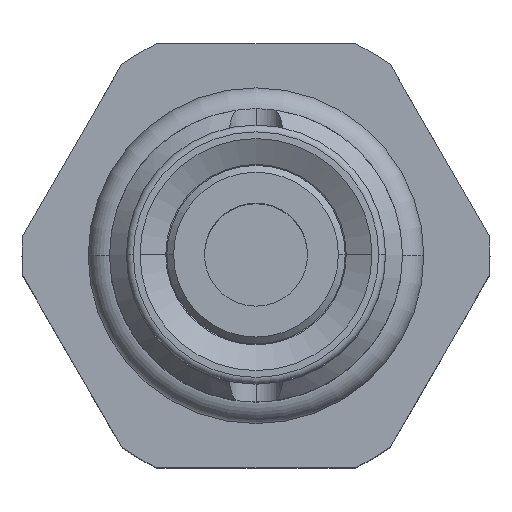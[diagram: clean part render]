
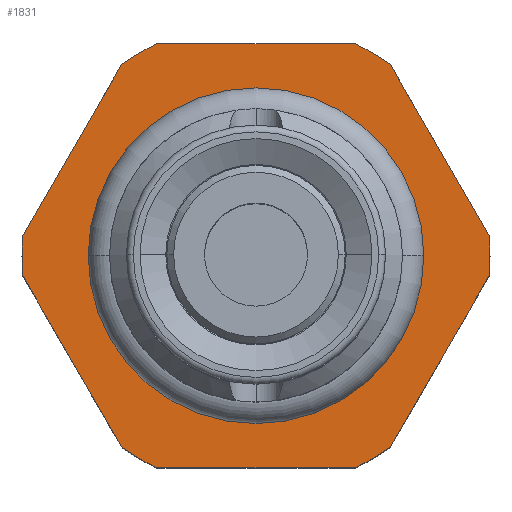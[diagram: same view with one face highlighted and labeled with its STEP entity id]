
A CAD part, top view. The second image highlights one B-rep face of the part: STEP entity #1831.
In plain terms, the highlighted planar face has unit normal (0, 0, 1).
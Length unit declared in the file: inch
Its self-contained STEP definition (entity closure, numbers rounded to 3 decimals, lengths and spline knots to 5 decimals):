
#274=CARTESIAN_POINT('',(0.,0.,0.));
#275=DIRECTION('',(0.,0.,1.));
#276=DIRECTION('',(-0.996,0.086,0.));
#277=AXIS2_PLACEMENT_3D('',#274,#275,#276);
#307=CARTESIAN_POINT('',(0.,0.,0.));
#308=DIRECTION('',(0.,0.,1.));
#309=DIRECTION('',(0.996,-0.086,0.));
#310=AXIS2_PLACEMENT_3D('',#307,#308,#309);
#312=DIRECTION('',(-0.5,-0.866,0.));
#313=VECTOR('',#312,0.29236);
#314=CARTESIAN_POINT('',(0.34372,-0.02965,0.));
#315=LINE('',#314,#313);
#316=CARTESIAN_POINT('',(0.,0.,0.));
#317=DIRECTION('',(0.,0.,-1.));
#318=DIRECTION('',(0.573,-0.82,0.));
#319=AXIS2_PLACEMENT_3D('',#316,#317,#318);
#321=DIRECTION('',(-1.,0.,0.));
#322=VECTOR('',#321,0.29236);
#323=CARTESIAN_POINT('',(0.14618,-0.3125,0.));
#324=LINE('',#323,#322);
#325=CARTESIAN_POINT('',(0.,0.,0.));
#326=DIRECTION('',(0.,0.,-1.));
#327=DIRECTION('',(-0.424,-0.906,0.));
#328=AXIS2_PLACEMENT_3D('',#325,#326,#327);
#330=DIRECTION('',(-0.5,0.866,0.));
#331=VECTOR('',#330,0.29236);
#332=CARTESIAN_POINT('',(-0.19754,-0.28285,0.));
#333=LINE('',#332,#331);
#334=DIRECTION('',(0.5,0.866,0.));
#335=VECTOR('',#334,0.29236);
#336=CARTESIAN_POINT('',(-0.34372,0.02965,0.));
#337=LINE('',#336,#335);
#338=CARTESIAN_POINT('',(0.,0.,0.));
#339=DIRECTION('',(0.,0.,-1.));
#340=DIRECTION('',(-0.573,0.82,0.));
#341=AXIS2_PLACEMENT_3D('',#338,#339,#340);
#343=DIRECTION('',(1.,0.,0.));
#344=VECTOR('',#343,0.29236);
#345=CARTESIAN_POINT('',(-0.14618,0.3125,0.));
#346=LINE('',#345,#344);
#347=CARTESIAN_POINT('',(0.,0.,0.));
#348=DIRECTION('',(0.,0.,-1.));
#349=DIRECTION('',(0.424,0.906,0.));
#350=AXIS2_PLACEMENT_3D('',#347,#348,#349);
#352=DIRECTION('',(0.5,-0.866,0.));
#353=VECTOR('',#352,0.29236);
#354=CARTESIAN_POINT('',(0.19754,0.28285,0.));
#355=LINE('',#354,#353);
#356=CARTESIAN_POINT('',(0.,0.,0.));
#357=DIRECTION('',(0.,0.,-1.));
#358=DIRECTION('',(-1.,0.,0.));
#359=AXIS2_PLACEMENT_3D('',#356,#357,#358);
#361=CARTESIAN_POINT('',(0.,0.,0.));
#362=DIRECTION('',(0.,0.,-1.));
#363=DIRECTION('',(1.,0.,0.));
#364=AXIS2_PLACEMENT_3D('',#361,#362,#363);
#1250=CARTESIAN_POINT('',(0.19754,-0.28285,0.));
#1251=CARTESIAN_POINT('',(0.14618,-0.3125,0.));
#1252=VERTEX_POINT('',#1250);
#1253=VERTEX_POINT('',#1251);
#1254=CARTESIAN_POINT('',(-0.14618,-0.3125,0.));
#1255=CARTESIAN_POINT('',(-0.19754,-0.28285,0.));
#1256=VERTEX_POINT('',#1254);
#1257=VERTEX_POINT('',#1255);
#1258=CARTESIAN_POINT('',(-0.19754,0.28285,0.));
#1259=CARTESIAN_POINT('',(-0.14618,0.3125,0.));
#1260=VERTEX_POINT('',#1258);
#1261=VERTEX_POINT('',#1259);
#1262=CARTESIAN_POINT('',(0.14618,0.3125,0.));
#1263=CARTESIAN_POINT('',(0.19754,0.28285,0.));
#1264=VERTEX_POINT('',#1262);
#1265=VERTEX_POINT('',#1263);
#1268=CARTESIAN_POINT('',(0.34372,0.02965,0.));
#1270=VERTEX_POINT('',#1268);
#1272=CARTESIAN_POINT('',(0.34372,-0.02965,0.));
#1274=VERTEX_POINT('',#1272);
#1284=CARTESIAN_POINT('',(-0.34372,-0.02965,0.));
#1286=VERTEX_POINT('',#1284);
#1288=CARTESIAN_POINT('',(-0.34372,0.02965,0.));
#1290=VERTEX_POINT('',#1288);
#1310=CARTESIAN_POINT('',(-0.216,0.,0.));
#1311=CARTESIAN_POINT('',(0.216,0.,0.));
#1312=VERTEX_POINT('',#1310);
#1313=VERTEX_POINT('',#1311);
#1796=CARTESIAN_POINT('',(0.,0.,0.));
#1797=DIRECTION('',(0.,0.,-1.));
#1798=DIRECTION('',(-1.,0.,0.));
#1799=AXIS2_PLACEMENT_3D('',#1796,#1797,#1798);
#1800=PLANE('',#1799);
#1801=ORIENTED_EDGE('',*,*,#1785,.F.);
#1803=ORIENTED_EDGE('',*,*,#1802,.T.);
#1805=ORIENTED_EDGE('',*,*,#1804,.T.);
#1807=ORIENTED_EDGE('',*,*,#1806,.T.);
#1809=ORIENTED_EDGE('',*,*,#1808,.T.);
#1811=ORIENTED_EDGE('',*,*,#1810,.T.);
#1812=ORIENTED_EDGE('',*,*,#1749,.F.);
#1814=ORIENTED_EDGE('',*,*,#1813,.T.);
#1816=ORIENTED_EDGE('',*,*,#1815,.T.);
#1818=ORIENTED_EDGE('',*,*,#1817,.T.);
#1820=ORIENTED_EDGE('',*,*,#1819,.T.);
#1822=ORIENTED_EDGE('',*,*,#1821,.T.);
#1823=EDGE_LOOP('',(#1801,#1803,#1805,#1807,#1809,#1811,#1812,#1814,#1816,#1818,
#1820,#1822));
#1824=FACE_OUTER_BOUND('',#1823,.F.);
#1826=ORIENTED_EDGE('',*,*,#1825,.F.);
#1828=ORIENTED_EDGE('',*,*,#1827,.F.);
#1829=EDGE_LOOP('',(#1826,#1828));
#1830=FACE_BOUND('',#1829,.F.);
#1831=ADVANCED_FACE('',(#1824,#1830),#1800,.F.);
#278=CIRCLE('',#277,0.345);
#311=CIRCLE('',#310,0.345);
#320=CIRCLE('',#319,0.345);
#329=CIRCLE('',#328,0.345);
#342=CIRCLE('',#341,0.345);
#351=CIRCLE('',#350,0.345);
#360=CIRCLE('',#359,0.216);
#365=CIRCLE('',#364,0.216);
#1749=EDGE_CURVE('',#1290,#1286,#278,.T.);
#1785=EDGE_CURVE('',#1274,#1270,#311,.T.);
#1802=EDGE_CURVE('',#1274,#1252,#315,.T.);
#1804=EDGE_CURVE('',#1252,#1253,#320,.T.);
#1806=EDGE_CURVE('',#1253,#1256,#324,.T.);
#1808=EDGE_CURVE('',#1256,#1257,#329,.T.);
#1810=EDGE_CURVE('',#1257,#1286,#333,.T.);
#1813=EDGE_CURVE('',#1290,#1260,#337,.T.);
#1815=EDGE_CURVE('',#1260,#1261,#342,.T.);
#1817=EDGE_CURVE('',#1261,#1264,#346,.T.);
#1819=EDGE_CURVE('',#1264,#1265,#351,.T.);
#1821=EDGE_CURVE('',#1265,#1270,#355,.T.);
#1825=EDGE_CURVE('',#1312,#1313,#360,.T.);
#1827=EDGE_CURVE('',#1313,#1312,#365,.T.);
